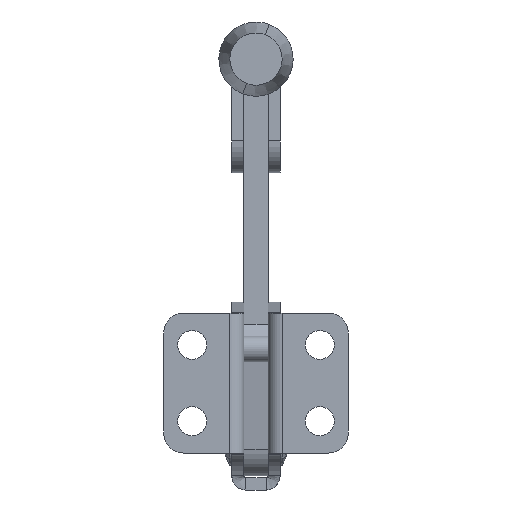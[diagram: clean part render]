
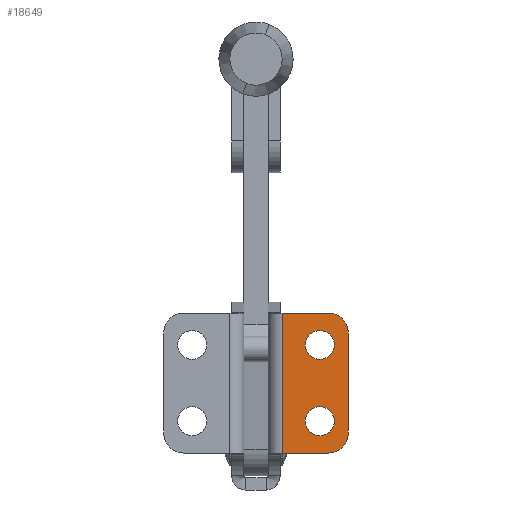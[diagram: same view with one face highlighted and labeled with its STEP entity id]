
A CAD part, front view. The second image highlights one B-rep face of the part: STEP entity #18649.
In plain terms, the highlighted planar face has unit normal (0, -1, 0).
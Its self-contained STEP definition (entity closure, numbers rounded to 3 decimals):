
#1242 = DIRECTION ( 'NONE',  ( 1., 0., 0. ) ) ;
#1244 = DIRECTION ( 'NONE',  ( 0., -1., 0. ) ) ;
#1245 = CARTESIAN_POINT ( 'NONE',  ( 15.9, -3., 33.15 ) ) ;
#1264 = DIRECTION ( 'NONE',  ( 1., 0., 0. ) ) ;
#1266 = DIRECTION ( 'NONE',  ( 0., -1., 0. ) ) ;
#1267 = CARTESIAN_POINT ( 'NONE',  ( 15.9, -3., 14.15 ) ) ;
#1660 = EDGE_CURVE ( 'NONE', #5413, #5423, #14010, .T. ) ;
#1664 = EDGE_CURVE ( 'NONE', #5342, #5447, #14027, .T. ) ;
#1812 = EDGE_CURVE ( 'NONE', #24472, #5437, #14530, .T. ) ;
#1814 = EDGE_CURVE ( 'NONE', #5423, #5413, #14537, .T. ) ;
#1815 = EDGE_CURVE ( 'NONE', #5447, #5342, #14541, .T. ) ;
#1816 = EDGE_CURVE ( 'NONE', #24472, #5462, #14543, .T. ) ;
#1817 = EDGE_CURVE ( 'NONE', #5462, #5354, #14532, .T. ) ;
#1818 = EDGE_CURVE ( 'NONE', #5354, #5384, #14550, .T. ) ;
#1819 = EDGE_CURVE ( 'NONE', #5384, #5351, #14552, .T. ) ;
#1820 = EDGE_CURVE ( 'NONE', #5351, #5437, #14556, .T. ) ;
#2095 = EDGE_LOOP ( 'NONE', ( #8763, #8762, #8761, #8760, #8759, #8758 ) ) ;
#2096 = EDGE_LOOP ( 'NONE', ( #8765, #8764 ) ) ;
#2101 = EDGE_LOOP ( 'NONE', ( #8767, #8766 ) ) ;
#5342 = VERTEX_POINT ( 'NONE', #19905 ) ;
#5351 = VERTEX_POINT ( 'NONE', #19909 ) ;
#5354 = VERTEX_POINT ( 'NONE', #19915 ) ;
#5384 = VERTEX_POINT ( 'NONE', #19944 ) ;
#5413 = VERTEX_POINT ( 'NONE', #19972 ) ;
#5423 = VERTEX_POINT ( 'NONE', #19980 ) ;
#5437 = VERTEX_POINT ( 'NONE', #19984 ) ;
#5447 = VERTEX_POINT ( 'NONE', #20002 ) ;
#5462 = VERTEX_POINT ( 'NONE', #20016 ) ;
#8758 = ORIENTED_EDGE ( 'NONE', *, *, #1820, .T. ) ;
#8759 = ORIENTED_EDGE ( 'NONE', *, *, #1819, .T. ) ;
#8760 = ORIENTED_EDGE ( 'NONE', *, *, #1818, .T. ) ;
#8761 = ORIENTED_EDGE ( 'NONE', *, *, #1817, .T. ) ;
#8762 = ORIENTED_EDGE ( 'NONE', *, *, #1816, .T. ) ;
#8763 = ORIENTED_EDGE ( 'NONE', *, *, #1812, .F. ) ;
#8764 = ORIENTED_EDGE ( 'NONE', *, *, #1815, .F. ) ;
#8765 = ORIENTED_EDGE ( 'NONE', *, *, #1664, .F. ) ;
#8766 = ORIENTED_EDGE ( 'NONE', *, *, #1814, .F. ) ;
#8767 = ORIENTED_EDGE ( 'NONE', *, *, #1660, .F. ) ;
#14010 = CIRCLE ( 'NONE', #32575, 3.6 ) ;
#14027 = CIRCLE ( 'NONE', #32577, 3.6 ) ;
#14530 = LINE ( 'NONE', #19044, #14534 ) ;
#14532 = CIRCLE ( 'NONE', #32629, 5. ) ;
#14534 = VECTOR ( 'NONE', #19040, 1000. ) ;
#14537 = CIRCLE ( 'NONE', #32627, 3.6 ) ;
#14541 = CIRCLE ( 'NONE', #32628, 3.6 ) ;
#14543 = LINE ( 'NONE', #19050, #14547 ) ;
#14547 = VECTOR ( 'NONE', #19051, 1000. ) ;
#14550 = LINE ( 'NONE', #19059, #14554 ) ;
#14552 = CIRCLE ( 'NONE', #32630, 5. ) ;
#14554 = VECTOR ( 'NONE', #19055, 1000. ) ;
#14556 = LINE ( 'NONE', #19060, #14560 ) ;
#14560 = VECTOR ( 'NONE', #19061, 1000. ) ;
#15282 = FACE_BOUND ( 'NONE', #2101, .T. ) ;
#15287 = FACE_OUTER_BOUND ( 'NONE', #2095, .T. ) ;
#15295 = FACE_BOUND ( 'NONE', #2096, .T. ) ;
#18649 = ADVANCED_FACE ( 'NONE', ( #15282, #15295, #15287 ), #20549, .F. ) ;
#19040 = DIRECTION ( 'NONE',  ( 0., 0., 1. ) ) ;
#19044 = CARTESIAN_POINT ( 'NONE',  ( 6.5, -3., 36.1 ) ) ;
#19050 = CARTESIAN_POINT ( 'NONE',  ( 18., -3., 6.2 ) ) ;
#19051 = DIRECTION ( 'NONE',  ( 1., 0., 0. ) ) ;
#19052 = CARTESIAN_POINT ( 'NONE',  ( 15.9, -3., 14.15 ) ) ;
#19053 = DIRECTION ( 'NONE',  ( 0., -1., 0. ) ) ;
#19054 = DIRECTION ( 'NONE',  ( 1., 0., 0. ) ) ;
#19055 = DIRECTION ( 'NONE',  ( 0., 0., 1. ) ) ;
#19056 = CARTESIAN_POINT ( 'NONE',  ( 15.9, -3., 33.15 ) ) ;
#19057 = DIRECTION ( 'NONE',  ( 0., -1., 0. ) ) ;
#19058 = DIRECTION ( 'NONE',  ( 1., 0., 0. ) ) ;
#19059 = CARTESIAN_POINT ( 'NONE',  ( 23., -3., 36.1 ) ) ;
#19060 = CARTESIAN_POINT ( 'NONE',  ( 6., -3., 41.1 ) ) ;
#19061 = DIRECTION ( 'NONE',  ( -1., 0., 0. ) ) ;
#19062 = CARTESIAN_POINT ( 'NONE',  ( 18., -3., 11.2 ) ) ;
#19063 = DIRECTION ( 'NONE',  ( 0., -1., 0. ) ) ;
#19064 = DIRECTION ( 'NONE',  ( -1., 0., 0. ) ) ;
#19065 = CARTESIAN_POINT ( 'NONE',  ( 18., -3., 36.1 ) ) ;
#19066 = DIRECTION ( 'NONE',  ( 0., -1., 0. ) ) ;
#19067 = DIRECTION ( 'NONE',  ( -1., 0., 0. ) ) ;
#19905 = CARTESIAN_POINT ( 'NONE',  ( 12.3, -3., 33.15 ) ) ;
#19909 = CARTESIAN_POINT ( 'NONE',  ( 18., -3., 41.1 ) ) ;
#19915 = CARTESIAN_POINT ( 'NONE',  ( 23., -3., 11.2 ) ) ;
#19944 = CARTESIAN_POINT ( 'NONE',  ( 23., -3., 36.1 ) ) ;
#19972 = CARTESIAN_POINT ( 'NONE',  ( 12.3, -3., 14.15 ) ) ;
#19980 = CARTESIAN_POINT ( 'NONE',  ( 19.5, -3., 14.15 ) ) ;
#19984 = CARTESIAN_POINT ( 'NONE',  ( 6.5, -3., 41.1 ) ) ;
#20002 = CARTESIAN_POINT ( 'NONE',  ( 19.5, -3., 33.15 ) ) ;
#20016 = CARTESIAN_POINT ( 'NONE',  ( 18., -3., 6.2 ) ) ;
#20546 = DIRECTION ( 'NONE',  ( 0., 1., 0. ) ) ;
#20548 = CARTESIAN_POINT ( 'NONE',  ( 18., -3., 36.1 ) ) ;
#20549 = PLANE ( 'NONE',  #45411 ) ;
#20551 = DIRECTION ( 'NONE',  ( -1., 0., 0. ) ) ;
#24472 = VERTEX_POINT ( 'NONE', #37514 ) ;
#32575 = AXIS2_PLACEMENT_3D ( 'NONE', #1267, #1266, #1264 ) ;
#32577 = AXIS2_PLACEMENT_3D ( 'NONE', #1245, #1244, #1242 ) ;
#32627 = AXIS2_PLACEMENT_3D ( 'NONE', #19052, #19053, #19054 ) ;
#32628 = AXIS2_PLACEMENT_3D ( 'NONE', #19056, #19057, #19058 ) ;
#32629 = AXIS2_PLACEMENT_3D ( 'NONE', #19062, #19063, #19064 ) ;
#32630 = AXIS2_PLACEMENT_3D ( 'NONE', #19065, #19066, #19067 ) ;
#37514 = CARTESIAN_POINT ( 'NONE',  ( 6.5, -3., 6.2 ) ) ;
#45411 = AXIS2_PLACEMENT_3D ( 'NONE', #20548, #20546, #20551 ) ;
